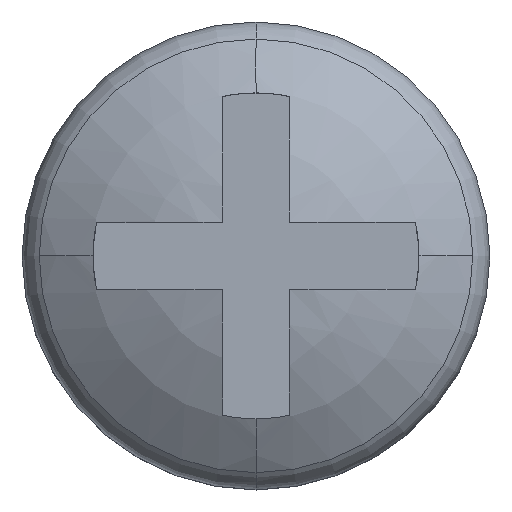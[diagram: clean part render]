
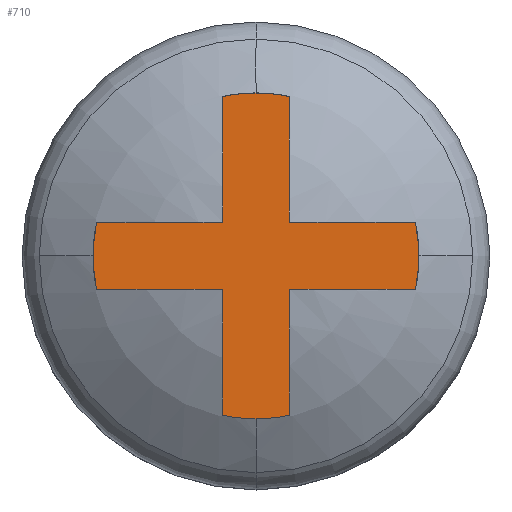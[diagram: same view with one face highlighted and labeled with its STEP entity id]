
A CAD part, top view. The second image highlights one B-rep face of the part: STEP entity #710.
In plain terms, the highlighted planar face has unit normal (0, 0, 1).
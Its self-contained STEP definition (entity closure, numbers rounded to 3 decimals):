
#311=AXIS2_PLACEMENT_3D('Circle Axis2P3D',#309,#310,$) ;
#377=AXIS2_PLACEMENT_3D('Circle Axis2P3D',#375,#376,$) ;
#477=AXIS2_PLACEMENT_3D('Circle Axis2P3D',#475,#476,$) ;
#549=AXIS2_PLACEMENT_3D('Circle Axis2P3D',#547,#548,$) ;
#605=AXIS2_PLACEMENT_3D('Circle Axis2P3D',#603,#604,$) ;
#673=AXIS2_PLACEMENT_3D('Plane Axis2P3D',#670,#671,#672) ;
#684=AXIS2_PLACEMENT_3D('Circle Axis2P3D',#682,#683,$) ;
#299=CARTESIAN_POINT('Vertex',(4.709,2.4,13.501)) ;
#306=CARTESIAN_POINT('Vertex',(4.709,3.2,13.501)) ;
#309=CARTESIAN_POINT('Axis2P3D Location',(2.8,2.8,13.501)) ;
#327=CARTESIAN_POINT('Line Origine',(3.954,2.4,13.501)) ;
#331=CARTESIAN_POINT('Vertex',(3.2,2.4,13.501)) ;
#351=CARTESIAN_POINT('Line Origine',(3.2,1.646,13.501)) ;
#355=CARTESIAN_POINT('Vertex',(3.2,0.891,13.501)) ;
#375=CARTESIAN_POINT('Axis2P3D Location',(2.8,2.8,13.501)) ;
#379=CARTESIAN_POINT('Vertex',(2.8,0.85,13.501)) ;
#475=CARTESIAN_POINT('Axis2P3D Location',(2.8,2.8,13.501)) ;
#479=CARTESIAN_POINT('Vertex',(2.4,0.891,13.501)) ;
#499=CARTESIAN_POINT('Line Origine',(2.4,1.646,13.501)) ;
#503=CARTESIAN_POINT('Vertex',(2.4,2.4,13.501)) ;
#523=CARTESIAN_POINT('Line Origine',(1.646,2.4,13.501)) ;
#527=CARTESIAN_POINT('Vertex',(0.891,2.4,13.501)) ;
#547=CARTESIAN_POINT('Axis2P3D Location',(2.8,2.8,13.501)) ;
#551=CARTESIAN_POINT('Vertex',(0.891,3.2,13.501)) ;
#603=CARTESIAN_POINT('Axis2P3D Location',(2.8,2.8,13.501)) ;
#607=CARTESIAN_POINT('Vertex',(3.2,4.709,13.501)) ;
#609=CARTESIAN_POINT('Vertex',(2.8,4.75,13.501)) ;
#634=CARTESIAN_POINT('Line Origine',(3.2,3.954,13.501)) ;
#638=CARTESIAN_POINT('Vertex',(3.2,3.2,13.501)) ;
#658=CARTESIAN_POINT('Line Origine',(3.954,3.2,13.501)) ;
#670=CARTESIAN_POINT('Axis2P3D Location',(2.8,2.8,13.501)) ;
#675=CARTESIAN_POINT('Line Origine',(1.646,3.2,13.501)) ;
#679=CARTESIAN_POINT('Vertex',(2.4,3.2,13.501)) ;
#682=CARTESIAN_POINT('Axis2P3D Location',(2.8,2.8,13.501)) ;
#686=CARTESIAN_POINT('Vertex',(2.4,4.709,13.501)) ;
#689=CARTESIAN_POINT('Line Origine',(2.4,3.954,13.501)) ;
#310=DIRECTION('Axis2P3D Direction',(-0.,0.,-1.)) ;
#328=DIRECTION('Vector Direction',(1.,0.,0.)) ;
#352=DIRECTION('Vector Direction',(0.,1.,0.)) ;
#376=DIRECTION('Axis2P3D Direction',(-0.,0.,-1.)) ;
#476=DIRECTION('Axis2P3D Direction',(-0.,0.,-1.)) ;
#500=DIRECTION('Vector Direction',(0.,-1.,0.)) ;
#524=DIRECTION('Vector Direction',(1.,0.,0.)) ;
#548=DIRECTION('Axis2P3D Direction',(-0.,0.,-1.)) ;
#604=DIRECTION('Axis2P3D Direction',(-0.,0.,-1.)) ;
#635=DIRECTION('Vector Direction',(0.,1.,0.)) ;
#659=DIRECTION('Vector Direction',(-1.,0.,0.)) ;
#671=DIRECTION('Axis2P3D Direction',(-0.,0.,1.)) ;
#672=DIRECTION('Axis2P3D XDirection',(0.,-1.,0.)) ;
#676=DIRECTION('Vector Direction',(-1.,0.,0.)) ;
#683=DIRECTION('Axis2P3D Direction',(-0.,0.,1.)) ;
#690=DIRECTION('Vector Direction',(0.,-1.,0.)) ;
#329=VECTOR('Line Direction',#328,1.) ;
#353=VECTOR('Line Direction',#352,1.) ;
#501=VECTOR('Line Direction',#500,1.) ;
#525=VECTOR('Line Direction',#524,1.) ;
#636=VECTOR('Line Direction',#635,1.) ;
#660=VECTOR('Line Direction',#659,1.) ;
#677=VECTOR('Line Direction',#676,1.) ;
#691=VECTOR('Line Direction',#690,1.) ;
#695=ORIENTED_EDGE('',*,*,#681,.T.) ;
#696=ORIENTED_EDGE('',*,*,#553,.T.) ;
#697=ORIENTED_EDGE('',*,*,#529,.T.) ;
#698=ORIENTED_EDGE('',*,*,#505,.T.) ;
#699=ORIENTED_EDGE('',*,*,#481,.T.) ;
#700=ORIENTED_EDGE('',*,*,#381,.T.) ;
#701=ORIENTED_EDGE('',*,*,#357,.T.) ;
#702=ORIENTED_EDGE('',*,*,#333,.T.) ;
#703=ORIENTED_EDGE('',*,*,#313,.T.) ;
#704=ORIENTED_EDGE('',*,*,#662,.T.) ;
#705=ORIENTED_EDGE('',*,*,#640,.T.) ;
#706=ORIENTED_EDGE('',*,*,#611,.T.) ;
#707=ORIENTED_EDGE('',*,*,#688,.T.) ;
#708=ORIENTED_EDGE('',*,*,#693,.T.) ;
#710=ADVANCED_FACE('V1',(#709),#674,.T.) ;
#312=CIRCLE('generated circle',#311,1.95) ;
#378=CIRCLE('generated circle',#377,1.95) ;
#478=CIRCLE('generated circle',#477,1.95) ;
#550=CIRCLE('generated circle',#549,1.95) ;
#606=CIRCLE('generated circle',#605,1.95) ;
#685=CIRCLE('generated circle',#684,1.95) ;
#313=EDGE_CURVE('',#300,#307,#312,.F.) ;
#333=EDGE_CURVE('',#332,#300,#330,.T.) ;
#357=EDGE_CURVE('',#356,#332,#354,.T.) ;
#381=EDGE_CURVE('',#380,#356,#378,.F.) ;
#481=EDGE_CURVE('',#480,#380,#478,.F.) ;
#505=EDGE_CURVE('',#504,#480,#502,.T.) ;
#529=EDGE_CURVE('',#528,#504,#526,.T.) ;
#553=EDGE_CURVE('',#552,#528,#550,.F.) ;
#611=EDGE_CURVE('',#608,#610,#606,.F.) ;
#640=EDGE_CURVE('',#639,#608,#637,.T.) ;
#662=EDGE_CURVE('',#307,#639,#661,.T.) ;
#681=EDGE_CURVE('',#680,#552,#678,.T.) ;
#688=EDGE_CURVE('',#610,#687,#685,.T.) ;
#693=EDGE_CURVE('',#687,#680,#692,.T.) ;
#694=EDGE_LOOP('',(#695,#696,#697,#698,#699,#700,#701,#702,#703,#704,#705,#706,#707,#708)) ;
#709=FACE_OUTER_BOUND('',#694,.T.) ;
#330=LINE('Line',#327,#329) ;
#354=LINE('Line',#351,#353) ;
#502=LINE('Line',#499,#501) ;
#526=LINE('Line',#523,#525) ;
#637=LINE('Line',#634,#636) ;
#661=LINE('Line',#658,#660) ;
#678=LINE('Line',#675,#677) ;
#692=LINE('Line',#689,#691) ;
#674=PLANE('',#673) ;
#300=VERTEX_POINT('',#299) ;
#307=VERTEX_POINT('',#306) ;
#332=VERTEX_POINT('',#331) ;
#356=VERTEX_POINT('',#355) ;
#380=VERTEX_POINT('',#379) ;
#480=VERTEX_POINT('',#479) ;
#504=VERTEX_POINT('',#503) ;
#528=VERTEX_POINT('',#527) ;
#552=VERTEX_POINT('',#551) ;
#608=VERTEX_POINT('',#607) ;
#610=VERTEX_POINT('',#609) ;
#639=VERTEX_POINT('',#638) ;
#680=VERTEX_POINT('',#679) ;
#687=VERTEX_POINT('',#686) ;
